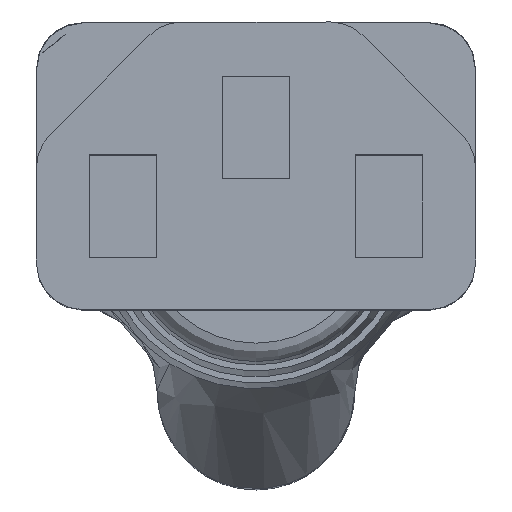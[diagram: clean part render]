
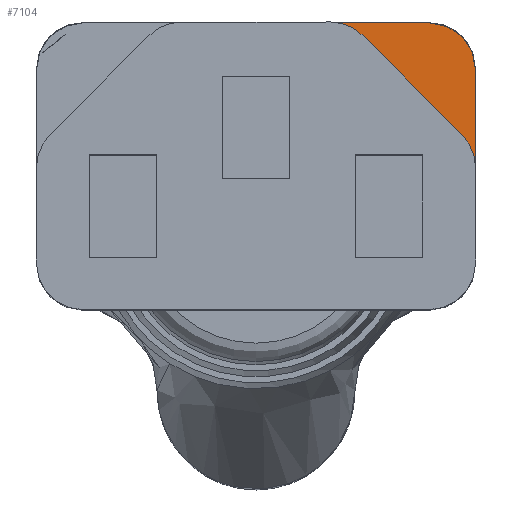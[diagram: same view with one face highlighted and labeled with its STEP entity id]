
A CAD part, top view. The second image highlights one B-rep face of the part: STEP entity #7104.
In plain terms, the highlighted planar face has unit normal (0, 0, 1).
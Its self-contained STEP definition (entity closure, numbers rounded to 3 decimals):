
#26 = VERTEX_POINT ( 'NONE', #3738 ) ;
#88 = CARTESIAN_POINT ( 'NONE',  ( 9.25, 15.4, 0. ) ) ;
#454 = ORIENTED_EDGE ( 'NONE', *, *, #1252, .T. ) ;
#758 = DIRECTION ( 'NONE',  ( -0.707, 0.707, 0. ) ) ;
#815 = CARTESIAN_POINT ( 'NONE',  ( 11.018, 9.382, 0. ) ) ;
#1081 = ORIENTED_EDGE ( 'NONE', *, *, #3348, .F. ) ;
#1252 = EDGE_CURVE ( 'NONE', #6792, #1746, #7699, .T. ) ;
#1291 = EDGE_CURVE ( 'NONE', #7934, #5954, #6988, .T. ) ;
#1467 = DIRECTION ( 'NONE',  ( -1., 0., 0. ) ) ;
#1502 = CARTESIAN_POINT ( 'NONE',  ( 9.25, 12.9, 0. ) ) ;
#1735 = DIRECTION ( 'NONE',  ( 0., 0., -1. ) ) ;
#1746 = VERTEX_POINT ( 'NONE', #4269 ) ;
#1762 = DIRECTION ( 'NONE',  ( -1., 0., 0. ) ) ;
#1793 = CARTESIAN_POINT ( 'NONE',  ( 3.964, 15.4, 0. ) ) ;
#1939 = ORIENTED_EDGE ( 'NONE', *, *, #6233, .T. ) ;
#2102 = PLANE ( 'NONE',  #3477 ) ;
#2902 = ORIENTED_EDGE ( 'NONE', *, *, #1291, .F. ) ;
#3348 = EDGE_CURVE ( 'NONE', #9070, #1746, #6079, .T. ) ;
#3477 = AXIS2_PLACEMENT_3D ( 'NONE', #1502, #1735, #1467 ) ;
#3714 = DIRECTION ( 'NONE',  ( -1., 0., 0. ) ) ;
#3733 = DIRECTION ( 'NONE',  ( 0., 0., 1. ) ) ;
#3738 = CARTESIAN_POINT ( 'NONE',  ( 11.018, 9.382, 0. ) ) ;
#3748 = CARTESIAN_POINT ( 'NONE',  ( 9.25, 7.614, 0. ) ) ;
#4167 = DIRECTION ( 'NONE',  ( 1., 0., 0. ) ) ;
#4175 = DIRECTION ( 'NONE',  ( 0., 0., -1. ) ) ;
#4188 = CARTESIAN_POINT ( 'NONE',  ( 9.25, 12.9, 0. ) ) ;
#4269 = CARTESIAN_POINT ( 'NONE',  ( 11.75, 12.9, 0. ) ) ;
#4365 = CARTESIAN_POINT ( 'NONE',  ( 11.75, 7.614, 0. ) ) ;
#4501 = CARTESIAN_POINT ( 'NONE',  ( 3.964, 15.4, 0. ) ) ;
#4876 = EDGE_CURVE ( 'NONE', #6792, #26, #7983, .T. ) ;
#5019 = VECTOR ( 'NONE', #758, 1000. ) ;
#5345 = EDGE_CURVE ( 'NONE', #26, #7934, #5753, .T. ) ;
#5753 = LINE ( 'NONE', #815, #5019 ) ;
#5863 = CARTESIAN_POINT ( 'NONE',  ( 5.732, 14.668, 0. ) ) ;
#5954 = VERTEX_POINT ( 'NONE', #4501 ) ;
#6079 = CIRCLE ( 'NONE', #7801, 2.5 ) ;
#6233 = EDGE_CURVE ( 'NONE', #9070, #5954, #6920, .T. ) ;
#6246 = FACE_OUTER_BOUND ( 'NONE', #9303, .T. ) ;
#6712 = VECTOR ( 'NONE', #1762, 1000. ) ;
#6792 = VERTEX_POINT ( 'NONE', #4365 ) ;
#6919 = DIRECTION ( 'NONE',  ( -1., 0., 0. ) ) ;
#6920 = LINE ( 'NONE', #1793, #6712 ) ;
#6954 = DIRECTION ( 'NONE',  ( 0., 0., 1. ) ) ;
#6966 = CARTESIAN_POINT ( 'NONE',  ( 3.964, 12.9, 0. ) ) ;
#6988 = CIRCLE ( 'NONE', #9016, 2.5 ) ;
#7104 = ADVANCED_FACE ( 'NONE', ( #6246 ), #2102, .F. ) ;
#7231 = DIRECTION ( 'NONE',  ( 0., 1., 0. ) ) ;
#7251 = VECTOR ( 'NONE', #7231, 1000. ) ;
#7279 = CARTESIAN_POINT ( 'NONE',  ( 11.75, 0., 0. ) ) ;
#7287 = AXIS2_PLACEMENT_3D ( 'NONE', #3748, #3733, #3714 ) ;
#7699 = LINE ( 'NONE', #7279, #7251 ) ;
#7801 = AXIS2_PLACEMENT_3D ( 'NONE', #4188, #4175, #4167 ) ;
#7934 = VERTEX_POINT ( 'NONE', #5863 ) ;
#7983 = CIRCLE ( 'NONE', #7287, 2.5 ) ;
#9016 = AXIS2_PLACEMENT_3D ( 'NONE', #6966, #6954, #6919 ) ;
#9070 = VERTEX_POINT ( 'NONE', #88 ) ;
#9303 = EDGE_LOOP ( 'NONE', ( #9434, #9849, #454, #1081, #1939, #2902 ) ) ;
#9434 = ORIENTED_EDGE ( 'NONE', *, *, #5345, .F. ) ;
#9849 = ORIENTED_EDGE ( 'NONE', *, *, #4876, .F. ) ;
